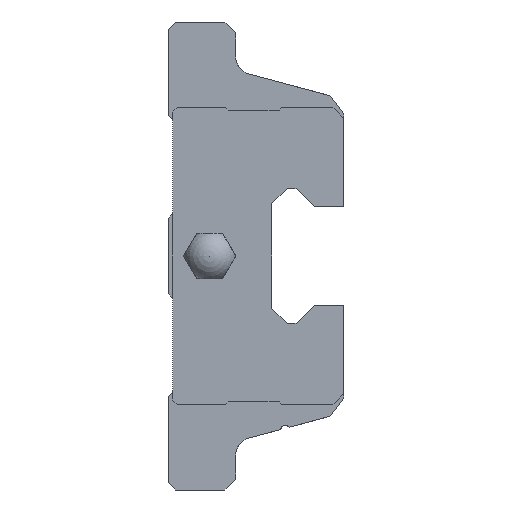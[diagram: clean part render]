
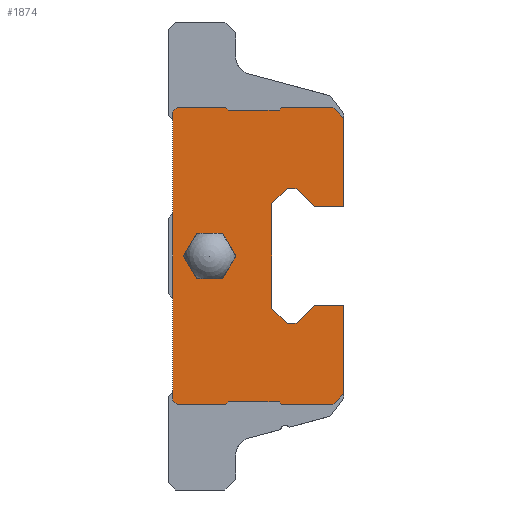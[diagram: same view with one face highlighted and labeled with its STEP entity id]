
A CAD part, left-side view. The second image highlights one B-rep face of the part: STEP entity #1874.
In plain terms, the highlighted planar face has unit normal (-1, 0, 0).
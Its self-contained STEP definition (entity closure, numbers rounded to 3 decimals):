
#496=ORIENTED_EDGE('',*,*,#798,.F.);
#497=ORIENTED_EDGE('',*,*,#751,.F.);
#498=ORIENTED_EDGE('',*,*,#823,.F.);
#499=ORIENTED_EDGE('',*,*,#821,.F.);
#500=ORIENTED_EDGE('',*,*,#819,.F.);
#501=ORIENTED_EDGE('',*,*,#817,.F.);
#502=ORIENTED_EDGE('',*,*,#815,.F.);
#503=ORIENTED_EDGE('',*,*,#813,.F.);
#504=ORIENTED_EDGE('',*,*,#811,.F.);
#505=ORIENTED_EDGE('',*,*,#730,.F.);
#506=ORIENTED_EDGE('',*,*,#727,.F.);
#507=ORIENTED_EDGE('',*,*,#724,.F.);
#508=ORIENTED_EDGE('',*,*,#721,.F.);
#509=ORIENTED_EDGE('',*,*,#718,.F.);
#510=ORIENTED_EDGE('',*,*,#715,.F.);
#511=ORIENTED_EDGE('',*,*,#712,.F.);
#512=ORIENTED_EDGE('',*,*,#709,.F.);
#513=ORIENTED_EDGE('',*,*,#706,.F.);
#514=ORIENTED_EDGE('',*,*,#703,.F.);
#515=ORIENTED_EDGE('',*,*,#699,.F.);
#516=ORIENTED_EDGE('',*,*,#810,.F.);
#517=ORIENTED_EDGE('',*,*,#808,.F.);
#518=ORIENTED_EDGE('',*,*,#806,.F.);
#519=ORIENTED_EDGE('',*,*,#804,.F.);
#520=ORIENTED_EDGE('',*,*,#802,.F.);
#521=ORIENTED_EDGE('',*,*,#800,.F.);
#522=ORIENTED_EDGE('',*,*,#824,.T.);
#523=ORIENTED_EDGE('',*,*,#825,.T.);
#524=ORIENTED_EDGE('',*,*,#826,.T.);
#525=ORIENTED_EDGE('',*,*,#827,.T.);
#526=ORIENTED_EDGE('',*,*,#828,.T.);
#527=ORIENTED_EDGE('',*,*,#829,.T.);
#699=EDGE_CURVE('',#948,#949,#1125,.T.);
#703=EDGE_CURVE('',#949,#952,#1129,.T.);
#706=EDGE_CURVE('',#952,#954,#1132,.T.);
#709=EDGE_CURVE('',#954,#956,#1135,.T.);
#712=EDGE_CURVE('',#956,#958,#1138,.T.);
#715=EDGE_CURVE('',#958,#960,#1141,.T.);
#718=EDGE_CURVE('',#960,#962,#1144,.T.);
#721=EDGE_CURVE('',#962,#964,#1147,.T.);
#724=EDGE_CURVE('',#964,#966,#1150,.T.);
#727=EDGE_CURVE('',#966,#968,#1153,.T.);
#730=EDGE_CURVE('',#968,#970,#1156,.T.);
#751=EDGE_CURVE('',#973,#974,#1173,.T.);
#798=EDGE_CURVE('',#974,#1002,#1216,.T.);
#800=EDGE_CURVE('',#1002,#1003,#1218,.T.);
#802=EDGE_CURVE('',#1003,#1004,#1220,.T.);
#804=EDGE_CURVE('',#1004,#1005,#1222,.T.);
#806=EDGE_CURVE('',#1005,#1006,#1224,.T.);
#808=EDGE_CURVE('',#1006,#1007,#1226,.T.);
#810=EDGE_CURVE('',#1007,#948,#1228,.T.);
#811=EDGE_CURVE('',#970,#1008,#1229,.T.);
#813=EDGE_CURVE('',#1008,#1009,#1231,.T.);
#815=EDGE_CURVE('',#1009,#1010,#1233,.T.);
#817=EDGE_CURVE('',#1010,#1011,#1235,.T.);
#819=EDGE_CURVE('',#1011,#1012,#1237,.T.);
#821=EDGE_CURVE('',#1012,#1013,#1239,.T.);
#823=EDGE_CURVE('',#1013,#973,#1241,.T.);
#824=EDGE_CURVE('',#1014,#1015,#1242,.T.);
#825=EDGE_CURVE('',#1015,#1016,#1243,.T.);
#826=EDGE_CURVE('',#1016,#1017,#1244,.T.);
#827=EDGE_CURVE('',#1017,#1018,#1245,.T.);
#828=EDGE_CURVE('',#1018,#1019,#1246,.T.);
#829=EDGE_CURVE('',#1019,#1014,#1247,.T.);
#948=VERTEX_POINT('',#2754);
#949=VERTEX_POINT('',#2756);
#952=VERTEX_POINT('',#2764);
#954=VERTEX_POINT('',#2770);
#956=VERTEX_POINT('',#2776);
#958=VERTEX_POINT('',#2782);
#960=VERTEX_POINT('',#2788);
#962=VERTEX_POINT('',#2794);
#964=VERTEX_POINT('',#2800);
#966=VERTEX_POINT('',#2806);
#968=VERTEX_POINT('',#2812);
#970=VERTEX_POINT('',#2818);
#973=VERTEX_POINT('',#2854);
#974=VERTEX_POINT('',#2856);
#1002=VERTEX_POINT('',#2954);
#1003=VERTEX_POINT('',#2958);
#1004=VERTEX_POINT('',#2962);
#1005=VERTEX_POINT('',#2966);
#1006=VERTEX_POINT('',#2970);
#1007=VERTEX_POINT('',#2974);
#1008=VERTEX_POINT('',#2980);
#1009=VERTEX_POINT('',#2984);
#1010=VERTEX_POINT('',#2988);
#1011=VERTEX_POINT('',#2992);
#1012=VERTEX_POINT('',#2996);
#1013=VERTEX_POINT('',#3000);
#1014=VERTEX_POINT('',#3006);
#1015=VERTEX_POINT('',#3007);
#1016=VERTEX_POINT('',#3009);
#1017=VERTEX_POINT('',#3011);
#1018=VERTEX_POINT('',#3013);
#1019=VERTEX_POINT('',#3015);
#1125=LINE('',#2755,#1359);
#1129=LINE('',#2763,#1363);
#1132=LINE('',#2769,#1366);
#1135=LINE('',#2775,#1369);
#1138=LINE('',#2781,#1372);
#1141=LINE('',#2787,#1375);
#1144=LINE('',#2793,#1378);
#1147=LINE('',#2799,#1381);
#1150=LINE('',#2805,#1384);
#1153=LINE('',#2811,#1387);
#1156=LINE('',#2817,#1390);
#1173=LINE('',#2855,#1407);
#1216=LINE('',#2953,#1450);
#1218=LINE('',#2957,#1452);
#1220=LINE('',#2961,#1454);
#1222=LINE('',#2965,#1456);
#1224=LINE('',#2969,#1458);
#1226=LINE('',#2973,#1460);
#1228=LINE('',#2977,#1462);
#1229=LINE('',#2979,#1463);
#1231=LINE('',#2983,#1465);
#1233=LINE('',#2987,#1467);
#1235=LINE('',#2991,#1469);
#1237=LINE('',#2995,#1471);
#1239=LINE('',#2999,#1473);
#1241=LINE('',#3003,#1475);
#1242=LINE('',#3005,#1476);
#1243=LINE('',#3008,#1477);
#1244=LINE('',#3010,#1478);
#1245=LINE('',#3012,#1479);
#1246=LINE('',#3014,#1480);
#1247=LINE('',#3016,#1481);
#1359=VECTOR('',#2177,1000.);
#1363=VECTOR('',#2183,1000.);
#1366=VECTOR('',#2188,1000.);
#1369=VECTOR('',#2193,1000.);
#1372=VECTOR('',#2198,1000.);
#1375=VECTOR('',#2203,1000.);
#1378=VECTOR('',#2208,1000.);
#1381=VECTOR('',#2213,1000.);
#1384=VECTOR('',#2218,1000.);
#1387=VECTOR('',#2223,1000.);
#1390=VECTOR('',#2228,1000.);
#1407=VECTOR('',#2279,1000.);
#1450=VECTOR('',#2376,1000.);
#1452=VECTOR('',#2380,1000.);
#1454=VECTOR('',#2384,1000.);
#1456=VECTOR('',#2388,1000.);
#1458=VECTOR('',#2392,1000.);
#1460=VECTOR('',#2396,1000.);
#1462=VECTOR('',#2400,1000.);
#1463=VECTOR('',#2403,1000.);
#1465=VECTOR('',#2407,1000.);
#1467=VECTOR('',#2411,1000.);
#1469=VECTOR('',#2415,1000.);
#1471=VECTOR('',#2419,1000.);
#1473=VECTOR('',#2423,1000.);
#1475=VECTOR('',#2427,1000.);
#1476=VECTOR('',#2430,1000.);
#1477=VECTOR('',#2431,1000.);
#1478=VECTOR('',#2432,1000.);
#1479=VECTOR('',#2433,1000.);
#1480=VECTOR('',#2434,1000.);
#1481=VECTOR('',#2435,1000.);
#1588=EDGE_LOOP('',(#496,#497,#498,#499,#500,#501,#502,#503,#504,#505,#506,
#507,#508,#509,#510,#511,#512,#513,#514,#515,#516,#517,#518,#519,#520,#521));
#1589=EDGE_LOOP('',(#522,#523,#524,#525,#526,#527));
#1694=FACE_BOUND('',#1588,.T.);
#1695=FACE_BOUND('',#1589,.T.);
#1781=PLANE('',#2000);
#1874=ADVANCED_FACE('',(#1694,#1695),#1781,.F.);
#2000=AXIS2_PLACEMENT_3D('',#3004,#2428,#2429);
#2177=DIRECTION('',(0.,0.,-1.));
#2183=DIRECTION('',(0.,1.,0.));
#2188=DIRECTION('',(0.,0.707,0.707));
#2193=DIRECTION('',(0.,1.,0.));
#2198=DIRECTION('',(0.,0.711,-0.703));
#2203=DIRECTION('',(0.,0.,-1.));
#2208=DIRECTION('',(0.,-0.711,-0.703));
#2213=DIRECTION('',(0.,-1.,0.));
#2218=DIRECTION('',(0.,-0.707,0.707));
#2223=DIRECTION('',(0.,-1.,0.));
#2228=DIRECTION('',(0.,0.,-1.));
#2279=DIRECTION('',(0.,0.,1.));
#2376=DIRECTION('',(0.,-0.707,0.707));
#2380=DIRECTION('',(0.,-1.,0.));
#2384=DIRECTION('',(0.,-0.707,-0.707));
#2388=DIRECTION('',(0.,-1.,0.));
#2392=DIRECTION('',(0.,-0.707,0.707));
#2396=DIRECTION('',(0.,-1.,0.));
#2400=DIRECTION('',(0.,-0.707,-0.707));
#2403=DIRECTION('',(0.,0.707,-0.707));
#2407=DIRECTION('',(0.,1.,0.));
#2411=DIRECTION('',(0.,0.707,0.707));
#2415=DIRECTION('',(0.,1.,0.));
#2419=DIRECTION('',(0.,0.707,-0.707));
#2423=DIRECTION('',(0.,1.,0.));
#2427=DIRECTION('',(0.,0.707,0.707));
#2428=DIRECTION('',(1.,0.,0.));
#2429=DIRECTION('',(0.,0.,-1.));
#2430=DIRECTION('',(0.,1.,0.));
#2431=DIRECTION('',(0.,0.5,0.866));
#2432=DIRECTION('',(0.,-0.5,0.866));
#2433=DIRECTION('',(0.,-1.,0.));
#2434=DIRECTION('',(0.,-0.5,-0.866));
#2435=DIRECTION('',(0.,0.5,-0.866));
#2754=CARTESIAN_POINT('',(-20.25,-19.5,15.3));
#2755=CARTESIAN_POINT('',(-20.25,-19.5,15.3));
#2756=CARTESIAN_POINT('',(-20.25,-19.5,5.5));
#2763=CARTESIAN_POINT('',(-20.25,-19.5,5.5));
#2764=CARTESIAN_POINT('',(-20.25,-16.2,5.5));
#2769=CARTESIAN_POINT('',(-20.25,-16.2,5.5));
#2770=CARTESIAN_POINT('',(-20.25,-14.2,7.5));
#2775=CARTESIAN_POINT('',(-20.25,-14.2,7.5));
#2776=CARTESIAN_POINT('',(-20.25,-13.22,7.5));
#2781=CARTESIAN_POINT('',(-20.25,-13.22,7.5));
#2782=CARTESIAN_POINT('',(-20.25,-11.5,5.8));
#2787=CARTESIAN_POINT('',(-20.25,-11.5,5.8));
#2788=CARTESIAN_POINT('',(-20.25,-11.5,-5.8));
#2793=CARTESIAN_POINT('',(-20.25,-11.5,-5.8));
#2794=CARTESIAN_POINT('',(-20.25,-13.22,-7.5));
#2799=CARTESIAN_POINT('',(-20.25,-13.22,-7.5));
#2800=CARTESIAN_POINT('',(-20.25,-14.2,-7.5));
#2805=CARTESIAN_POINT('',(-20.25,-14.2,-7.5));
#2806=CARTESIAN_POINT('',(-20.25,-16.2,-5.5));
#2811=CARTESIAN_POINT('',(-20.25,-16.2,-5.5));
#2812=CARTESIAN_POINT('',(-20.25,-19.5,-5.5));
#2817=CARTESIAN_POINT('',(-20.25,-19.5,-5.5));
#2818=CARTESIAN_POINT('',(-20.25,-19.5,-15.3));
#2854=CARTESIAN_POINT('',(-20.25,-0.5,-16.));
#2855=CARTESIAN_POINT('',(-20.25,-0.5,-16.));
#2856=CARTESIAN_POINT('',(-20.25,-0.5,16.));
#2953=CARTESIAN_POINT('',(-20.25,-0.5,16.));
#2954=CARTESIAN_POINT('',(-20.25,-1.,16.5));
#2957=CARTESIAN_POINT('',(-20.25,-1.,16.5));
#2958=CARTESIAN_POINT('',(-20.25,-6.375,16.5));
#2961=CARTESIAN_POINT('',(-20.25,-6.375,16.5));
#2962=CARTESIAN_POINT('',(-20.25,-6.675,16.2));
#2965=CARTESIAN_POINT('',(-20.25,-6.675,16.2));
#2966=CARTESIAN_POINT('',(-20.25,-12.325,16.2));
#2969=CARTESIAN_POINT('',(-20.25,-12.325,16.2));
#2970=CARTESIAN_POINT('',(-20.25,-12.625,16.5));
#2973=CARTESIAN_POINT('',(-20.25,-12.625,16.5));
#2974=CARTESIAN_POINT('',(-20.25,-18.3,16.5));
#2977=CARTESIAN_POINT('',(-20.25,-18.3,16.5));
#2979=CARTESIAN_POINT('',(-20.25,-19.5,-15.3));
#2980=CARTESIAN_POINT('',(-20.25,-18.3,-16.5));
#2983=CARTESIAN_POINT('',(-20.25,-18.3,-16.5));
#2984=CARTESIAN_POINT('',(-20.25,-12.625,-16.5));
#2987=CARTESIAN_POINT('',(-20.25,-12.625,-16.5));
#2988=CARTESIAN_POINT('',(-20.25,-12.325,-16.2));
#2991=CARTESIAN_POINT('',(-20.25,-12.325,-16.2));
#2992=CARTESIAN_POINT('',(-20.25,-6.675,-16.2));
#2995=CARTESIAN_POINT('',(-20.25,-6.675,-16.2));
#2996=CARTESIAN_POINT('',(-20.25,-6.375,-16.5));
#2999=CARTESIAN_POINT('',(-20.25,-6.375,-16.5));
#3000=CARTESIAN_POINT('',(-20.25,-1.,-16.5));
#3003=CARTESIAN_POINT('',(-20.25,-1.,-16.5));
#3004=CARTESIAN_POINT('',(-20.25,0.,0.));
#3005=CARTESIAN_POINT('',(-20.25,-6.043,-2.5));
#3006=CARTESIAN_POINT('',(-20.25,-6.043,-2.5));
#3007=CARTESIAN_POINT('',(-20.25,-3.157,-2.5));
#3008=CARTESIAN_POINT('',(-20.25,-3.157,-2.5));
#3009=CARTESIAN_POINT('',(-20.25,-1.713,0.));
#3010=CARTESIAN_POINT('',(-20.25,-1.713,0.));
#3011=CARTESIAN_POINT('',(-20.25,-3.157,2.5));
#3012=CARTESIAN_POINT('',(-20.25,-3.157,2.5));
#3013=CARTESIAN_POINT('',(-20.25,-6.043,2.5));
#3014=CARTESIAN_POINT('',(-20.25,-6.043,2.5));
#3015=CARTESIAN_POINT('',(-20.25,-7.487,0.));
#3016=CARTESIAN_POINT('',(-20.25,-7.487,0.));
